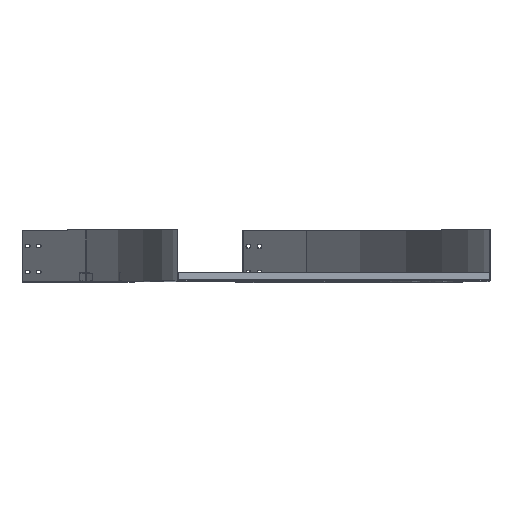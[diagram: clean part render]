
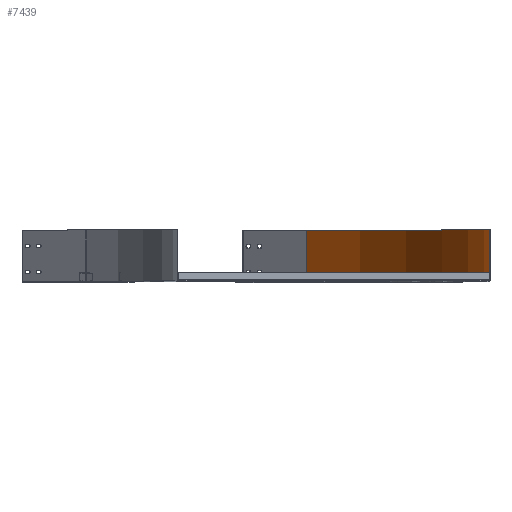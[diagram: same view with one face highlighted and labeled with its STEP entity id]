
A CAD part, top view. The second image highlights one B-rep face of the part: STEP entity #7439.
In plain terms, the highlighted cylindrical face has radius 1198.8 mm (diameter 2397.6 mm), a partial arc.
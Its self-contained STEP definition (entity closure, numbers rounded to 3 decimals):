
#1713 = AXIS2_PLACEMENT_3D ( 'NONE', #7110, #7107, #7106 ) ;
#2181 = DIRECTION ( 'NONE',  ( 0., 1., 0. ) ) ;
#2186 = CARTESIAN_POINT ( 'NONE',  ( 247.68, -41.13, -1020.68 ) ) ;
#2190 = DIRECTION ( 'NONE',  ( 0., 1., 0. ) ) ;
#2191 = CARTESIAN_POINT ( 'NONE',  ( 598.8, -41.13, -173. ) ) ;
#2192 = CARTESIAN_POINT ( 'NONE',  ( -600., -41.13, -173. ) ) ;
#2193 = DIRECTION ( 'NONE',  ( 0., -1., 0. ) ) ;
#2194 = DIRECTION ( 'NONE',  ( 0.707, 0., 0.707 ) ) ;
#2196 = CARTESIAN_POINT ( 'NONE',  ( -600., 57.07, -173. ) ) ;
#2197 = DIRECTION ( 'NONE',  ( 0., -1., 0. ) ) ;
#2198 = DIRECTION ( 'NONE',  ( 0.707, 0., 0.707 ) ) ;
#2491 = VERTEX_POINT ( 'NONE', #3988 ) ;
#2492 = VERTEX_POINT ( 'NONE', #3989 ) ;
#2497 = VERTEX_POINT ( 'NONE', #3994 ) ;
#2498 = VERTEX_POINT ( 'NONE', #3995 ) ;
#2860 = LINE ( 'NONE', #2186, #2865 ) ;
#2863 = CIRCLE ( 'NONE', #3186, 1198.8 ) ;
#2864 = LINE ( 'NONE', #2191, #2868 ) ;
#2865 = VECTOR ( 'NONE', #2181, 1000. ) ;
#2867 = CIRCLE ( 'NONE', #3187, 1198.8 ) ;
#2868 = VECTOR ( 'NONE', #2190, 1000. ) ;
#3076 = EDGE_CURVE ( 'NONE', #2491, #2492, #2860, .T. ) ;
#3077 = EDGE_CURVE ( 'NONE', #2491, #2497, #2863, .T. ) ;
#3078 = EDGE_CURVE ( 'NONE', #2497, #2498, #2864, .T. ) ;
#3079 = EDGE_CURVE ( 'NONE', #2492, #2498, #2867, .T. ) ;
#3186 = AXIS2_PLACEMENT_3D ( 'NONE', #2192, #2193, #2194 ) ;
#3187 = AXIS2_PLACEMENT_3D ( 'NONE', #2196, #2197, #2198 ) ;
#3403 = EDGE_LOOP ( 'NONE', ( #7301, #7308, #7289, #7311 ) ) ;
#3988 = CARTESIAN_POINT ( 'NONE',  ( 247.68, -41.13, -1020.68 ) ) ;
#3989 = CARTESIAN_POINT ( 'NONE',  ( 247.68, 57.07, -1020.68 ) ) ;
#3994 = CARTESIAN_POINT ( 'NONE',  ( 598.8, -41.13, -173. ) ) ;
#3995 = CARTESIAN_POINT ( 'NONE',  ( 598.8, 57.07, -173. ) ) ;
#5837 = FACE_OUTER_BOUND ( 'NONE', #3403, .T. ) ;
#5839 = CYLINDRICAL_SURFACE ( 'NONE', #1713, 1198.8 ) ;
#7106 = DIRECTION ( 'NONE',  ( 0.707, 0., 0.707 ) ) ;
#7107 = DIRECTION ( 'NONE',  ( 0., -1., 0. ) ) ;
#7110 = CARTESIAN_POINT ( 'NONE',  ( -600., 0., -173. ) ) ;
#7289 = ORIENTED_EDGE ( 'NONE', *, *, #3078, .T. ) ;
#7301 = ORIENTED_EDGE ( 'NONE', *, *, #3076, .F. ) ;
#7308 = ORIENTED_EDGE ( 'NONE', *, *, #3077, .T. ) ;
#7311 = ORIENTED_EDGE ( 'NONE', *, *, #3079, .F. ) ;
#7439 = ADVANCED_FACE ( 'NONE', ( #5837 ), #5839, .F. ) ;
